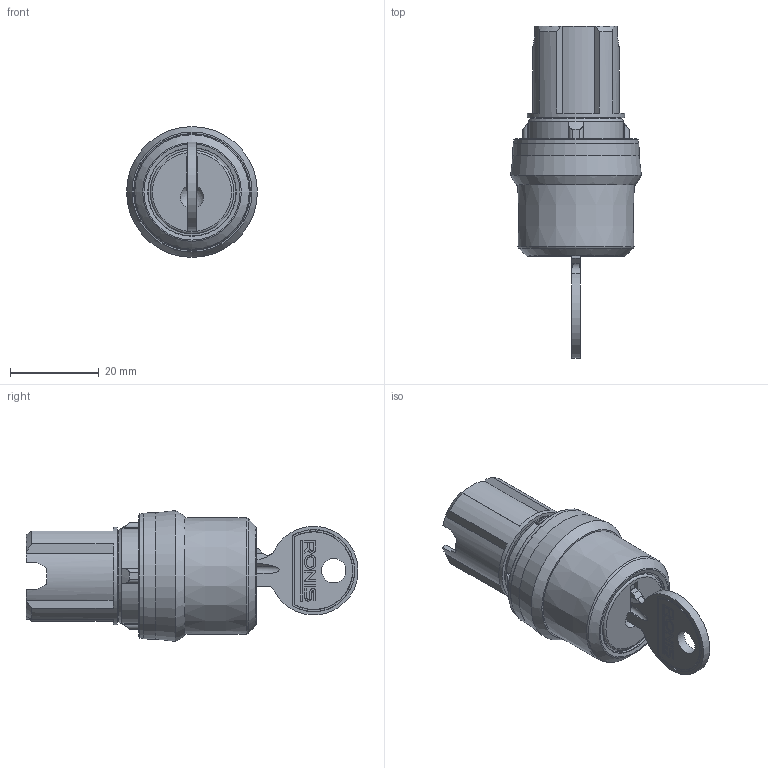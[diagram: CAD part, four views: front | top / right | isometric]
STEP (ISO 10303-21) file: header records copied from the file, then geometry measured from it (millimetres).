
FILE_DESCRIPTION( ( 'Unknown' ), '1' );
FILE_NAME( '1015_45-290Z.1000.113.stp', 'Unknown', ( 'Unknown' ), ( 'Unknown' ), 'PSStep 15.0.49', 'Unknown', ' ' );
FILE_SCHEMA( ( 'AUTOMOTIVE_DESIGN { 1 0 10303 214 1 1 1 1 }' ) );
Length unit declared in the file: millimetre
Products named in the file (3): Assem1; 0; MSBR1
Assembly tree (2 placements, depth 2):
  Assem1
    0
    MSBR1
Bounding box: 29.48 x 74.76 x 29.48 mm (x, y, z)
Volume: 13297.9 mm3; surface area: 10477 mm2
Topology: 2 solids, 3 shells, 267 faces, 698 edges, 456 vertices
Faces by surface type: plane 144, cylinder 45, extrusion 34, cone 26, torus 9, bspline 6, revolution 2, sphere 1
Full cylindrical faces by diameter (mm): 5.5 x1, 11.1 x1, 17.4 x1, 18.8 x1, 20 x1, 20.5 x1, 22 x1, 23.198 x1, 27.2 x1
Entity records: 14389 total; most frequent: CARTESIAN_POINT 2553, ORIENTED_EDGE 1330, DIRECTION 1214, STYLED_ITEM 932, PRESENTATION_STYLE_ASSIGNMENT 932, COLOUR_RGB 932, EDGE_CURVE 665, CURVE_STYLE 665
